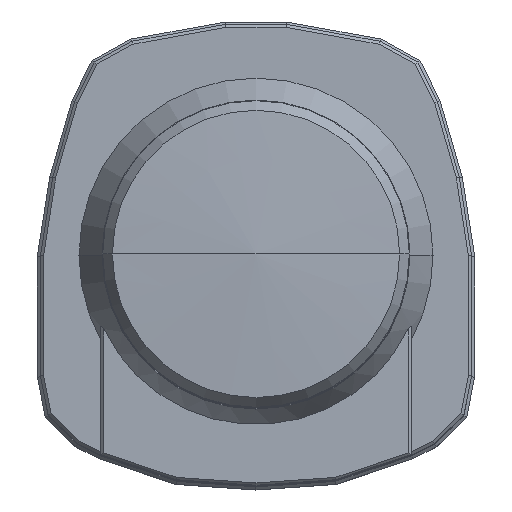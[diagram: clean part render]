
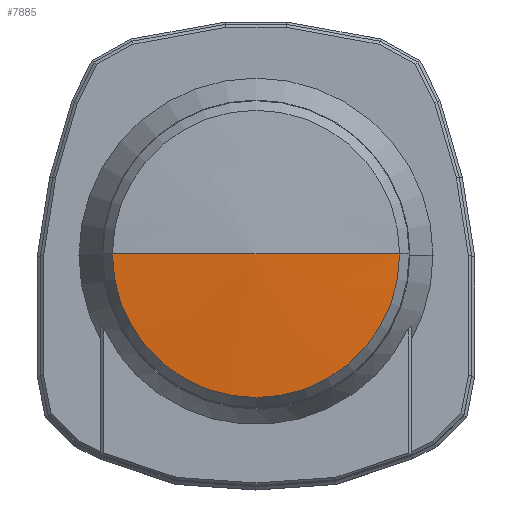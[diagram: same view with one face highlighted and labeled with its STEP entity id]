
A CAD part, top view. The second image highlights one B-rep face of the part: STEP entity #7885.
In plain terms, the highlighted conical face has half-angle 87.09 degrees and reference radius 46.658 mm.
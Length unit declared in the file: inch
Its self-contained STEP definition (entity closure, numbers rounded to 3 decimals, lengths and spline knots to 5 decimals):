
#265 = CARTESIAN_POINT ( 'NONE',  ( 0., 0., 15.17323 ) ) ;
#379 = DIRECTION ( 'NONE',  ( 0.999, 0., -0.051 ) ) ;
#490 = CARTESIAN_POINT ( 'NONE',  ( -1.83693, 0., 15.07984 ) ) ;
#591 = CARTESIAN_POINT ( 'NONE',  ( 1.83693, 0., 15.07984 ) ) ;
#888 = AXIS2_PLACEMENT_3D ( 'NONE', #6984, #6349, #2430 ) ;
#1678 = AXIS2_PLACEMENT_3D ( 'NONE', #7684, #5762, #3042 ) ;
#2286 = VERTEX_POINT ( 'NONE', #591 ) ;
#2430 = DIRECTION ( 'NONE',  ( 0., 1., 0. ) ) ;
#3042 = DIRECTION ( 'NONE',  ( -1., 0., 0. ) ) ;
#3154 = EDGE_LOOP ( 'NONE', ( #5924, #4227, #3366 ) ) ;
#3366 = ORIENTED_EDGE ( 'NONE', *, *, #4125, .F. ) ;
#3385 = VERTEX_POINT ( 'NONE', #4262 ) ;
#4063 = EDGE_CURVE ( 'NONE', #5042, #2286, #4111, .T. ) ;
#4111 = LINE ( 'NONE', #7619, #7167 ) ;
#4125 = EDGE_CURVE ( 'NONE', #2286, #3385, #6881, .T. ) ;
#4227 = ORIENTED_EDGE ( 'NONE', *, *, #5427, .T. ) ;
#4262 = CARTESIAN_POINT ( 'NONE',  ( -1.83693, 0., 15.07984 ) ) ;
#5042 = VERTEX_POINT ( 'NONE', #265 ) ;
#5049 = VECTOR ( 'NONE', #8278, 39.37008 ) ;
#5427 = EDGE_CURVE ( 'NONE', #5042, #3385, #6080, .T. ) ;
#5762 = DIRECTION ( 'NONE',  ( 0., 0., -1. ) ) ;
#5924 = ORIENTED_EDGE ( 'NONE', *, *, #4063, .F. ) ;
#6080 = LINE ( 'NONE', #490, #5049 ) ;
#6244 = FACE_OUTER_BOUND ( 'NONE', #3154, .T. ) ;
#6349 = DIRECTION ( 'NONE',  ( 0., 0., -1. ) ) ;
#6881 = CIRCLE ( 'NONE', #888, 1.83693 ) ;
#6984 = CARTESIAN_POINT ( 'NONE',  ( 0., 0., 15.07984 ) ) ;
#7167 = VECTOR ( 'NONE', #379, 39.37008 ) ;
#7619 = CARTESIAN_POINT ( 'NONE',  ( 1.83693, 0., 15.07984 ) ) ;
#7684 = CARTESIAN_POINT ( 'NONE',  ( 0., 0., 15.07984 ) ) ;
#7885 = ADVANCED_FACE ( 'NONE', ( #6244 ), #8062, .T. ) ;
#8062 = CONICAL_SURFACE ( 'NONE', #1678, 1.83693, 1.52 ) ;
#8278 = DIRECTION ( 'NONE',  ( -0.999, 0., -0.051 ) ) ;
